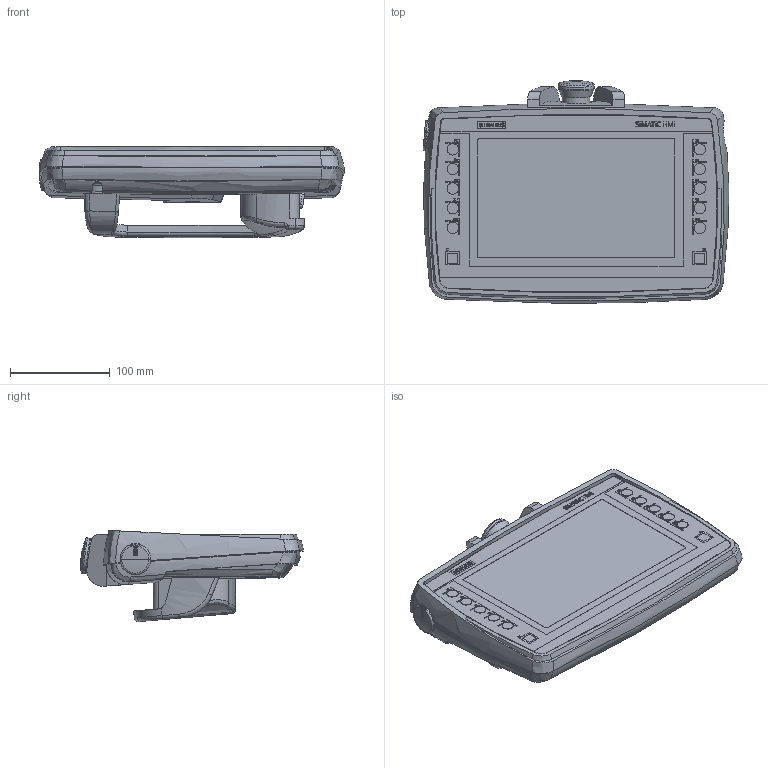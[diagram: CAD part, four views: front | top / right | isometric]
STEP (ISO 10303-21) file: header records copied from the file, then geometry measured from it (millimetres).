
FILE_DESCRIPTION(/* description */ (''),/* implementation_level */ '2;1');
FILE_NAME(/* name */ '6AV2125-2JB23-0AX0_3d.stp',/* time_stamp */ '2024-07-09T09:15:37+02:00',/* author */ (''),/* organization */ (''),/* preprocessor_version */ 'ST-DEVELOPER v18.102',/* originating_system */ 'SIEMENS PLM Software NX 2023',/* authorisation */ '');
FILE_SCHEMA (('AUTOMOTIVE_DESIGN { 1 0 10303 214 3 1 1 1 }'));
Products named in the file (5): A5E44578794A_RS-AA_002_1-USB Cap; A5E44578718A_RS-AA_002_1-Cover; A5E44574684A_RS-AA_002_1-Labeling; A5E44455656A_RS-AA_002_1-Box; A5E36412918A_RS-AA_003_4-CAx_6AV21252JB230AX0
Assembly tree (4 placements, depth 2):
  A5E36412918A_RS-AA_003_4-CAx_6AV21252JB230AX0
    A5E44455656A_RS-AA_002_1-Box
    A5E44574684A_RS-AA_002_1-Labeling
    A5E44578718A_RS-AA_002_1-Cover
    A5E44578794A_RS-AA_002_1-USB Cap
Bounding box: 306.68 x 223.7 x 91.63 mm (x, y, z)
Volume: 2631107.9 mm3; surface area: 213515 mm2
Topology: 118 solids, 118 shells, 2318 faces, 5834 edges, 3844 vertices
Faces by surface type: plane 1697, extrusion 306, cylinder 173, bspline 71, torus 39, cone 18, revolution 7, sphere 7
Full cylindrical faces by diameter (mm): 2.8 x4, 6.5 x4, 11.316 x5, 11.4 x5, 12.5 x1, 14.65 x1, 23.3 x1, 27.65 x1, 27.9 x1, 28.3 x2, 28.5 x1, 36 x1
Entity records: 95432 total; most frequent: CARTESIAN_POINT 27977, ORIENTED_EDGE 11536, DIRECTION 8137, EDGE_CURVE 5768, VERTEX_POINT 3830, VECTOR 3228, LINE 2922, B_SPLINE_CURVE_WITH_KNOTS 2645
